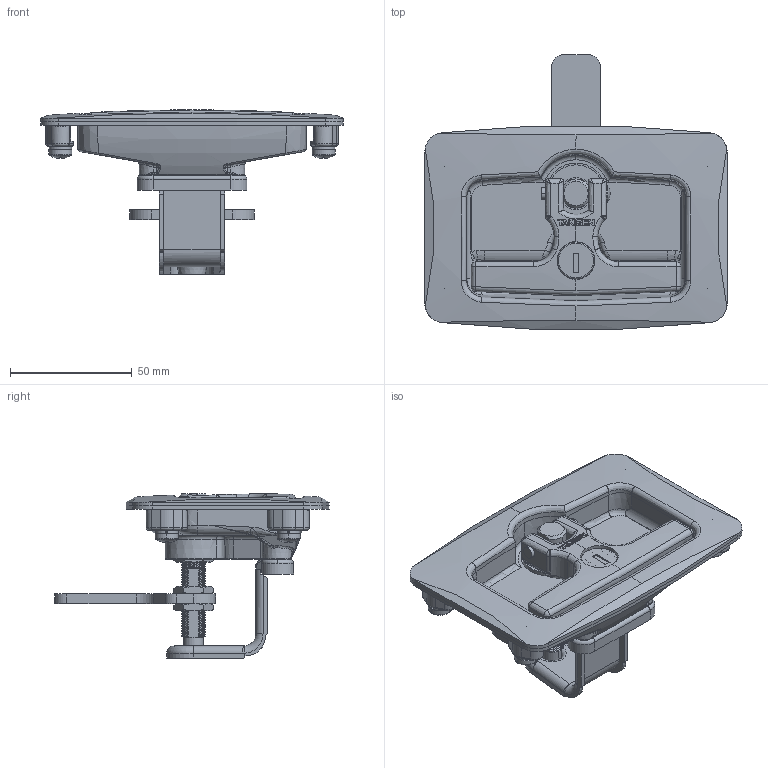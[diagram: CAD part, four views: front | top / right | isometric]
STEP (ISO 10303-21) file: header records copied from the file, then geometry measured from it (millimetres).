
FILE_DESCRIPTION (( 'STEP AP203' ), '1' );
FILE_NAME ('A-213N_Œö.STEP', '2006-09-29T01:19:18', ( ' ' ), ( ' ' ), 'SwSTEP 2.0', 'SolidWorks 2005204', '' );
FILE_SCHEMA (( 'CONFIG_CONTROL_DESIGN' ));
Products named in the file (24): 曗嫮斅_棉太倌; ŠÇ—pM10ƒiƒbƒg_JIS B 1181 Hexagon thin nut - double chamfered A M10x1.0 --S; A-213N巭傔嬥_棉太倌; A-213N屌掕斅_棉太倌; 僷僢僉儞_棉太倌; オワンワッシャー_ﾃﾞﾌｫﾙﾄ; M5-10ƒiƒx_JIS B 1111 Cross recessed pan head screw - M5 x 10 - Z --10S; スプリングワッシャーM5_JIS B 1251 No.2 5; A-213N_公; T0230-3-4儘乕僞乕_岞_棉太倌; キャップ（爪曲げ状態）_ﾃﾞﾌｫﾙﾄ; シャッター_ﾃﾞﾌｫﾙﾄ; 3-4儘乕僞乕僟儈乕僨乕僞乕_棉太倌; 僴儞僪儖_棉太倌; ハンドルシャフト_ﾃﾞﾌｫﾙﾄ; 杮懱_棉太倌; ダイカストワッシャー_ﾃﾞﾌｫﾙﾄ; 平ワッシャー_ﾃﾞﾌｫﾙﾄ; A-213N憔昉_蹬怮椔; A-213N郫竷v儗乕僩_棉太倌; M4_蹬怮椔; M4-8ƒiƒx_JIS B 1111 Cross recessed pan head screw - M4 x 8 - Z --8S; スプリングワッシャーM4_JIS B 1251 No.2 4; M5_蹬怮椔
Assembly tree (32 placements, depth 3):
  A-213N_公
    僴儞僪儖_棉太倌
    ŠÇ—pM10ƒiƒbƒg_JIS B 1181 Hexagon thin nut - double chamfered A M10x1.0 --S  x3
    A-213N巭傔嬥_棉太倌
    杮懱_棉太倌
    M4_蹬怮椔  x2
      スプリングワッシャーM4_JIS B 1251 No.2 4
      M4-8ƒiƒx_JIS B 1111 Cross recessed pan head screw - M4 x 8 - Z --8S
    僷僢僉儞_棉太倌
    オワンワッシャー_ﾃﾞﾌｫﾙﾄ  x4
    M5_蹬怮椔  x4
      スプリングワッシャーM5_JIS B 1251 No.2 5
      M5-10ƒiƒx_JIS B 1111 Cross recessed pan head screw - M5 x 10 - Z --10S
    T0230-3-4儘乕僞乕_岞_棉太倌
      キャップ（爪曲げ状態）_ﾃﾞﾌｫﾙﾄ
      3-4儘乕僞乕僟儈乕僨乕僞乕_棉太倌
      シャッター_ﾃﾞﾌｫﾙﾄ
      曗嫮斅_棉太倌
    ダイカストワッシャー_ﾃﾞﾌｫﾙﾄ
    A-213N憔昉_蹬怮椔
    平ワッシャー_ﾃﾞﾌｫﾙﾄ
    ハンドルシャフト_ﾃﾞﾌｫﾙﾄ
    A-213N郫竷v儗乕僩_棉太倌
    A-213N屌掕斅_棉太倌
Bounding box: 124 x 112.66 x 67.4 mm (x, y, z)
Volume: 91607.5 mm3; surface area: 75571.3 mm2
Topology: 33 solids, 33 shells, 3079 faces, 7858 edges, 4824 vertices
Faces by surface type: plane 961, cylinder 871, cone 466, bspline 432, torus 268, sphere 81
Entity records: 147513 total; most frequent: CARTESIAN_POINT 94230, ORIENTED_EDGE 11426, DIRECTION 9443, EDGE_CURVE 5713, VERTEX_POINT 3604, AXIS2_PLACEMENT_3D 3360, VECTOR 2723, LINE 2723
